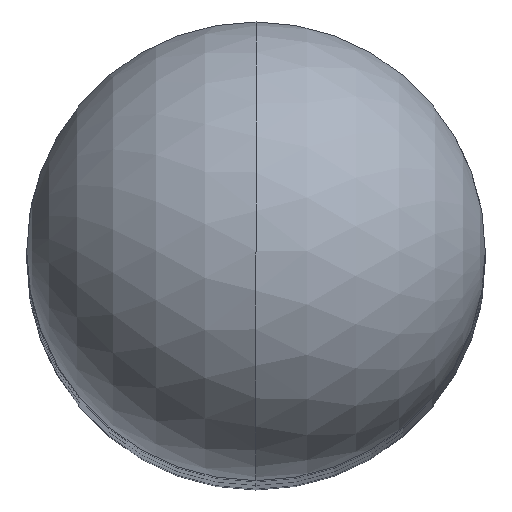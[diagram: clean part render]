
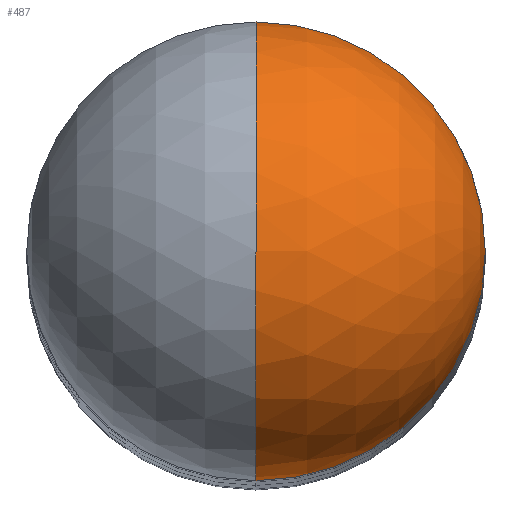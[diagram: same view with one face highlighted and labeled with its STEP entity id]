
A CAD part, top view. The second image highlights one B-rep face of the part: STEP entity #487.
In plain terms, the highlighted spherical face has radius 1.5 mm.
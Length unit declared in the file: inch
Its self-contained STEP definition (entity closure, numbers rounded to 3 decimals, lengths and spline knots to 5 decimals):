
#20 = EDGE_CURVE ( 'NONE', #92, #427, #290, .T. ) ;
#67 = CARTESIAN_POINT ( 'NONE',  ( 0.05905, 0., -0.05905 ) ) ;
#68 = EDGE_CURVE ( 'NONE', #785, #313, #157, .T. ) ;
#77 = DIRECTION ( 'NONE',  ( -1., 0., 0. ) ) ;
#92 = VERTEX_POINT ( 'NONE', #67 ) ;
#98 = DIRECTION ( 'NONE',  ( 1., 0., 0. ) ) ;
#131 = AXIS2_PLACEMENT_3D ( 'NONE', #634, #145, #774 ) ;
#145 = DIRECTION ( 'NONE',  ( 0., 0., 1. ) ) ;
#149 = FACE_OUTER_BOUND ( 'NONE', #623, .T. ) ;
#157 = CIRCLE ( 'NONE', #464, 0.05905 ) ;
#175 = DIRECTION ( 'NONE',  ( 1., 0., 0. ) ) ;
#227 = SPHERICAL_SURFACE ( 'NONE', #691, 0.05905 ) ;
#237 = EDGE_CURVE ( 'NONE', #313, #92, #367, .T. ) ;
#239 = CARTESIAN_POINT ( 'NONE',  ( 0., 0.05905, -0.05905 ) ) ;
#272 = CIRCLE ( 'NONE', #292, 0.05905 ) ;
#290 = CIRCLE ( 'NONE', #131, 0.05905 ) ;
#291 = DIRECTION ( 'NONE',  ( 0., 0., 1. ) ) ;
#292 = AXIS2_PLACEMENT_3D ( 'NONE', #636, #77, #324 ) ;
#313 = VERTEX_POINT ( 'NONE', #387 ) ;
#323 = EDGE_CURVE ( 'NONE', #785, #427, #272, .T. ) ;
#324 = DIRECTION ( 'NONE',  ( 0., -1., 0. ) ) ;
#367 = CIRCLE ( 'NONE', #466, 0.05905 ) ;
#387 = CARTESIAN_POINT ( 'NONE',  ( 0., -0.05905, -0.05905 ) ) ;
#413 = DIRECTION ( 'NONE',  ( 0., 1., 0. ) ) ;
#427 = VERTEX_POINT ( 'NONE', #239 ) ;
#464 = AXIS2_PLACEMENT_3D ( 'NONE', #744, #175, #413 ) ;
#466 = AXIS2_PLACEMENT_3D ( 'NONE', #728, #291, #721 ) ;
#474 = CARTESIAN_POINT ( 'NONE',  ( 0., 0., 0. ) ) ;
#487 = ADVANCED_FACE ( 'NONE', ( #149 ), #227, .T. ) ;
#543 = ORIENTED_EDGE ( 'NONE', *, *, #68, .T. ) ;
#581 = ORIENTED_EDGE ( 'NONE', *, *, #20, .T. ) ;
#588 = CARTESIAN_POINT ( 'NONE',  ( 0., 0., -0.05905 ) ) ;
#601 = DIRECTION ( 'NONE',  ( 0., 1., 0. ) ) ;
#613 = ORIENTED_EDGE ( 'NONE', *, *, #237, .T. ) ;
#623 = EDGE_LOOP ( 'NONE', ( #752, #543, #613, #581 ) ) ;
#634 = CARTESIAN_POINT ( 'NONE',  ( 0., 0., -0.05905 ) ) ;
#636 = CARTESIAN_POINT ( 'NONE',  ( 0., 0., -0.05905 ) ) ;
#691 = AXIS2_PLACEMENT_3D ( 'NONE', #588, #98, #601 ) ;
#721 = DIRECTION ( 'NONE',  ( 1., 0., 0. ) ) ;
#728 = CARTESIAN_POINT ( 'NONE',  ( 0., 0., -0.05905 ) ) ;
#744 = CARTESIAN_POINT ( 'NONE',  ( 0., 0., -0.05905 ) ) ;
#752 = ORIENTED_EDGE ( 'NONE', *, *, #323, .F. ) ;
#774 = DIRECTION ( 'NONE',  ( 1., 0., 0. ) ) ;
#785 = VERTEX_POINT ( 'NONE', #474 ) ;
